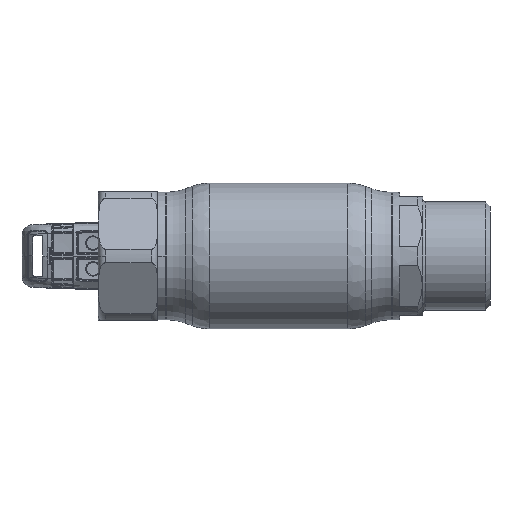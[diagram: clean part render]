
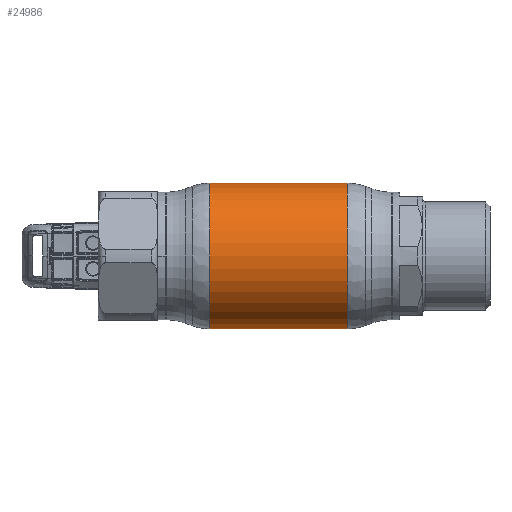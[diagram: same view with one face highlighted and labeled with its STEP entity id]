
A CAD part, front view. The second image highlights one B-rep face of the part: STEP entity #24986.
In plain terms, the highlighted cylindrical face has radius 28.25 mm (diameter 56.5 mm), a partial arc.
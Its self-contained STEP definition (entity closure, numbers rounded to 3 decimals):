
#2104 = CIRCLE ( 'NONE', #5489, 28.25 ) ;
#2555 = VERTEX_POINT ( 'NONE', #30095 ) ;
#3081 = VECTOR ( 'NONE', #16364, 1000. ) ;
#5035 = CARTESIAN_POINT ( 'NONE',  ( -62.69, 0., 28.25 ) ) ;
#5489 = AXIS2_PLACEMENT_3D ( 'NONE', #21675, #13341, #31219 ) ;
#5687 = DIRECTION ( 'NONE',  ( 0., 0., 1. ) ) ;
#11349 = CARTESIAN_POINT ( 'NONE',  ( 26.673, 0., -28.25 ) ) ;
#12121 = CARTESIAN_POINT ( 'NONE',  ( -62.69, 0., -28.25 ) ) ;
#13341 = DIRECTION ( 'NONE',  ( -1., 0., 0. ) ) ;
#16364 = DIRECTION ( 'NONE',  ( -1., 0., 0. ) ) ;
#16797 = ORIENTED_EDGE ( 'NONE', *, *, #37458, .F. ) ;
#19275 = DIRECTION ( 'NONE',  ( -1., 0., 0. ) ) ;
#20401 = DIRECTION ( 'NONE',  ( -1., 0., 0. ) ) ;
#21675 = CARTESIAN_POINT ( 'NONE',  ( 26.673, 0., 0. ) ) ;
#22430 = EDGE_CURVE ( 'NONE', #49729, #41471, #41055, .T. ) ;
#23245 = CYLINDRICAL_SURFACE ( 'NONE', #51252, 28.25 ) ;
#23291 = AXIS2_PLACEMENT_3D ( 'NONE', #46341, #19275, #5687 ) ;
#23600 = VECTOR ( 'NONE', #36173, 1000. ) ;
#24190 = EDGE_CURVE ( 'NONE', #2555, #41471, #28958, .T. ) ;
#24365 = EDGE_LOOP ( 'NONE', ( #16797, #38184, #52482, #38212 ) ) ;
#24986 = ADVANCED_FACE ( 'NONE', ( #41375 ), #23245, .T. ) ;
#25313 = LINE ( 'NONE', #12121, #3081 ) ;
#25759 = CARTESIAN_POINT ( 'NONE',  ( 26.673, 0., 28.25 ) ) ;
#28958 = CIRCLE ( 'NONE', #23291, 28.25 ) ;
#30095 = CARTESIAN_POINT ( 'NONE',  ( -26.673, 0., -28.25 ) ) ;
#31219 = DIRECTION ( 'NONE',  ( 0., 0., 1. ) ) ;
#36173 = DIRECTION ( 'NONE',  ( -1., 0., 0. ) ) ;
#36260 = VERTEX_POINT ( 'NONE', #11349 ) ;
#37458 = EDGE_CURVE ( 'NONE', #36260, #2555, #25313, .T. ) ;
#38184 = ORIENTED_EDGE ( 'NONE', *, *, #54474, .T. ) ;
#38212 = ORIENTED_EDGE ( 'NONE', *, *, #24190, .F. ) ;
#41055 = LINE ( 'NONE', #5035, #23600 ) ;
#41375 = FACE_OUTER_BOUND ( 'NONE', #24365, .T. ) ;
#41471 = VERTEX_POINT ( 'NONE', #52257 ) ;
#42212 = CARTESIAN_POINT ( 'NONE',  ( -62.69, 0., 0. ) ) ;
#46341 = CARTESIAN_POINT ( 'NONE',  ( -26.673, 0., 0. ) ) ;
#47274 = DIRECTION ( 'NONE',  ( 0., 0., 1. ) ) ;
#49729 = VERTEX_POINT ( 'NONE', #25759 ) ;
#51252 = AXIS2_PLACEMENT_3D ( 'NONE', #42212, #20401, #47274 ) ;
#52257 = CARTESIAN_POINT ( 'NONE',  ( -26.673, 0., 28.25 ) ) ;
#52482 = ORIENTED_EDGE ( 'NONE', *, *, #22430, .T. ) ;
#54474 = EDGE_CURVE ( 'NONE', #36260, #49729, #2104, .T. ) ;
